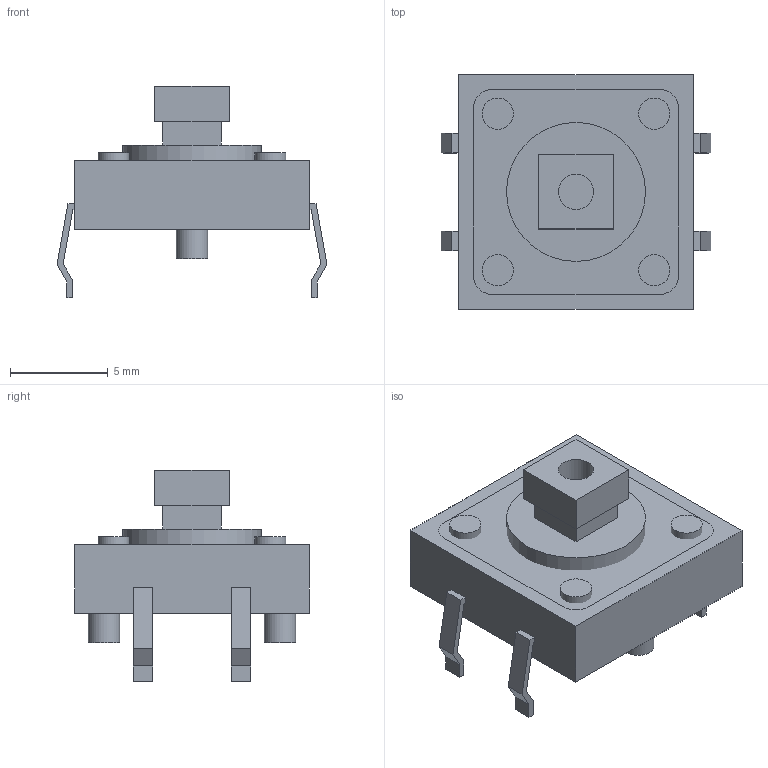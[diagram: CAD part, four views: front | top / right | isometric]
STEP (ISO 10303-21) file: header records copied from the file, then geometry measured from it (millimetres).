
FILE_DESCRIPTION( ( '' ), ' ' );
FILE_NAME( '5ba0a6145afc61104be91432.step', '2018-09-18T07:15:32', ( '' ), ( '' ), ' ', ' ', ' ' );
FILE_SCHEMA( ( 'AUTOMOTIVE_DESIGN { 1 0 10303 214 1 1 1 1 }' ) );
Length unit declared in the file: metre
Products named in the file (7): Open CASCADE STEP translator 6.8 4; Open CASCADE STEP translator 6.8 3; Open CASCADE STEP translator 6.8 2; Open CASCADE STEP translator 6.8 1
Bounding box: 13.8 x 12 x 10.8 mm (x, y, z)
Volume: 556.3 mm3; surface area: 947.2 mm2
Topology: 7 solids, 7 shells, 102 faces, 233 edges, 156 vertices
Faces by surface type: plane 85, cylinder 17
Full cylindrical faces by diameter (mm): 1.6 x6, 1.8 x1, 7.1 x2
Entity records: 4786 total; most frequent: CARTESIAN_POINT 485, DIRECTION 474, ORIENTED_EDGE 444, STYLED_ITEM 324, PRESENTATION_STYLE_ASSIGNMENT 324, COLOUR_RGB 324, EDGE_CURVE 222, CURVE_STYLE 222
